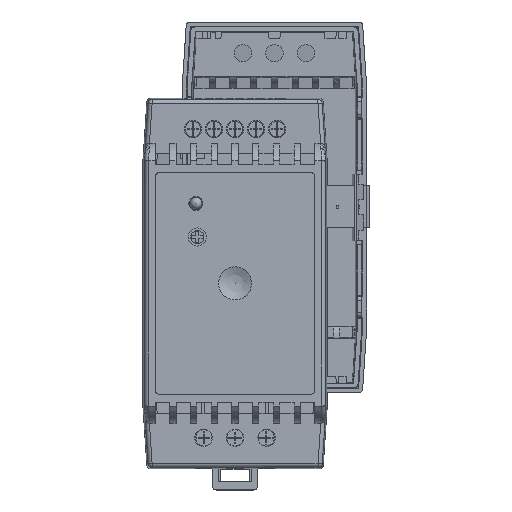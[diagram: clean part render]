
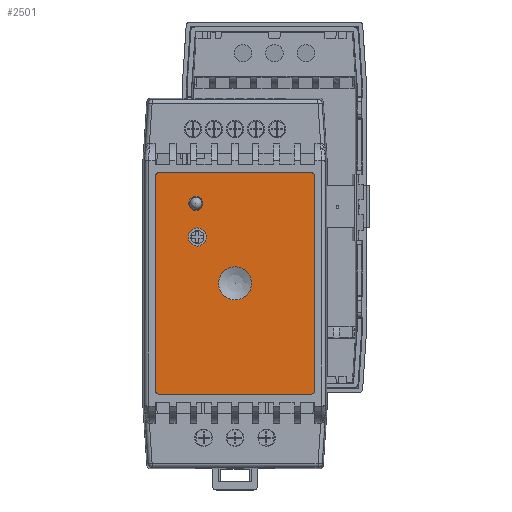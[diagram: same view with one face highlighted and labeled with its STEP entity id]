
A CAD part, top view. The second image highlights one B-rep face of the part: STEP entity #2501.
In plain terms, the highlighted face is planar.
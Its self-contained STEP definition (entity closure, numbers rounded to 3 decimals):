
#2501 = ADVANCED_FACE( '', ( #6134, #6135, #6136, #6137 ), #6138, .T. );
#6134 = FACE_OUTER_BOUND( '', #10945, .T. );
#6135 = FACE_BOUND( '', #10946, .T. );
#6136 = FACE_BOUND( '', #10947, .T. );
#6137 = FACE_BOUND( '', #10948, .T. );
#6138 = PLANE( '', #10949 );
#10945 = EDGE_LOOP( '', ( #18838, #18839, #18840, #18841, #18842, #18843, #18844, #18845 ) );
#10946 = EDGE_LOOP( '', ( #18846 ) );
#10947 = EDGE_LOOP( '', ( #18847 ) );
#10948 = EDGE_LOOP( '', ( #18848 ) );
#10949 = AXIS2_PLACEMENT_3D( '', #18849, #18850, #18851 );
#18838 = ORIENTED_EDGE( '', *, *, #33167, .T. );
#18839 = ORIENTED_EDGE( '', *, *, #33060, .T. );
#18840 = ORIENTED_EDGE( '', *, *, #32664, .T. );
#18841 = ORIENTED_EDGE( '', *, *, #33168, .T. );
#18842 = ORIENTED_EDGE( '', *, *, #31995, .T. );
#18843 = ORIENTED_EDGE( '', *, *, #31142, .T. );
#18844 = ORIENTED_EDGE( '', *, *, #33169, .T. );
#18845 = ORIENTED_EDGE( '', *, *, #32111, .T. );
#18846 = ORIENTED_EDGE( '', *, *, #31419, .F. );
#18847 = ORIENTED_EDGE( '', *, *, #33170, .F. );
#18848 = ORIENTED_EDGE( '', *, *, #33171, .F. );
#18849 = CARTESIAN_POINT( '', ( -22.25, 0., -24.8 ) );
#18850 = DIRECTION( '', ( 0., 0., -1. ) );
#18851 = DIRECTION( '', ( 0., -1., 0. ) );
#31142 = EDGE_CURVE( '', #41040, #41038, #41041, .T. );
#31419 = EDGE_CURVE( '', #41540, #41540, #41541, .T. );
#31995 = EDGE_CURVE( '', #42574, #41040, #42575, .T. );
#32111 = EDGE_CURVE( '', #42777, #42775, #42778, .T. );
#32664 = EDGE_CURVE( '', #43790, #43788, #43791, .T. );
#33060 = EDGE_CURVE( '', #44476, #43790, #44477, .T. );
#33167 = EDGE_CURVE( '', #42775, #44476, #44653, .T. );
#33168 = EDGE_CURVE( '', #43788, #42574, #44654, .T. );
#33169 = EDGE_CURVE( '', #41038, #42777, #44655, .T. );
#33170 = EDGE_CURVE( '', #44656, #44656, #44657, .T. );
#33171 = EDGE_CURVE( '', #44658, #44658, #44659, .T. );
#41038 = VERTEX_POINT( '', #58009 );
#41040 = VERTEX_POINT( '', #58012 );
#41041 = LINE( '', #58013, #58014 );
#41540 = VERTEX_POINT( '', #58754 );
#41541 = CIRCLE( '', #58755, 1.7 );
#42574 = VERTEX_POINT( '', #60592 );
#42575 = CIRCLE( '', #60593, 1. );
#42775 = VERTEX_POINT( '', #60957 );
#42777 = VERTEX_POINT( '', #60960 );
#42778 = LINE( '', #60961, #60962 );
#43788 = VERTEX_POINT( '', #62530 );
#43790 = VERTEX_POINT( '', #62533 );
#43791 = CIRCLE( '', #62534, 1. );
#44476 = VERTEX_POINT( '', #63572 );
#44477 = LINE( '', #63573, #63574 );
#44653 = CIRCLE( '', #63855, 1. );
#44654 = LINE( '', #63856, #63857 );
#44655 = CIRCLE( '', #63858, 1. );
#44656 = VERTEX_POINT( '', #63859 );
#44657 = CIRCLE( '', #63860, 2.2 );
#44658 = VERTEX_POINT( '', #63861 );
#44659 = CIRCLE( '', #63862, 4. );
#58009 = CARTESIAN_POINT( '', ( 19.3, -25.75, -24.8 ) );
#58012 = CARTESIAN_POINT( '', ( 19.3, 25.75, -24.8 ) );
#58013 = CARTESIAN_POINT( '', ( 19.3, 25.75, -24.8 ) );
#58014 = VECTOR( '', #82101, 1000. );
#58754 = CARTESIAN_POINT( '', ( -11.15, -19.3, -24.8 ) );
#58755 = AXIS2_PLACEMENT_3D( '', #82360, #82361, #82362 );
#60592 = CARTESIAN_POINT( '', ( 18.3, 26.75, -24.8 ) );
#60593 = AXIS2_PLACEMENT_3D( '', #82911, #82912, #82913 );
#60957 = CARTESIAN_POINT( '', ( -18.3, -26.75, -24.8 ) );
#60960 = CARTESIAN_POINT( '', ( 18.3, -26.75, -24.8 ) );
#60961 = CARTESIAN_POINT( '', ( 18.3, -26.75, -24.8 ) );
#60962 = VECTOR( '', #83033, 1000. );
#62530 = CARTESIAN_POINT( '', ( -18.3, 26.75, -24.8 ) );
#62533 = CARTESIAN_POINT( '', ( -19.3, 25.75, -24.8 ) );
#62534 = AXIS2_PLACEMENT_3D( '', #83549, #83550, #83551 );
#63572 = CARTESIAN_POINT( '', ( -19.3, -25.75, -24.8 ) );
#63573 = CARTESIAN_POINT( '', ( -19.3, -25.75, -24.8 ) );
#63574 = VECTOR( '', #83934, 1000. );
#63855 = AXIS2_PLACEMENT_3D( '', #84024, #84025, #84026 );
#63856 = CARTESIAN_POINT( '', ( -18.3, 26.75, -24.8 ) );
#63857 = VECTOR( '', #84027, 1000. );
#63858 = AXIS2_PLACEMENT_3D( '', #84028, #84029, #84030 );
#63859 = CARTESIAN_POINT( '', ( -11.3, -11.2, -24.8 ) );
#63860 = AXIS2_PLACEMENT_3D( '', #84031, #84032, #84033 );
#63861 = CARTESIAN_POINT( '', ( 4., 0., -24.8 ) );
#63862 = AXIS2_PLACEMENT_3D( '', #84034, #84035, #84036 );
#82101 = DIRECTION( '', ( 0., -1., 0. ) );
#82360 = CARTESIAN_POINT( '', ( -9.45, -19.3, -24.8 ) );
#82361 = DIRECTION( '', ( 0., 0., -1. ) );
#82362 = DIRECTION( '', ( -1., 0., 0. ) );
#82911 = CARTESIAN_POINT( '', ( 18.3, 25.75, -24.8 ) );
#82912 = DIRECTION( '', ( 0., 0., -1. ) );
#82913 = DIRECTION( '', ( 0., 1., 0. ) );
#83033 = DIRECTION( '', ( -1., 0., 0. ) );
#83549 = CARTESIAN_POINT( '', ( -18.3, 25.75, -24.8 ) );
#83550 = DIRECTION( '', ( 0., 0., -1. ) );
#83551 = DIRECTION( '', ( -1., 0., 0. ) );
#83934 = DIRECTION( '', ( 0., 1., 0. ) );
#84024 = CARTESIAN_POINT( '', ( -18.3, -25.75, -24.8 ) );
#84025 = DIRECTION( '', ( 0., 0., -1. ) );
#84026 = DIRECTION( '', ( 0., -1., 0. ) );
#84027 = DIRECTION( '', ( 1., 0., 0. ) );
#84028 = CARTESIAN_POINT( '', ( 18.3, -25.75, -24.8 ) );
#84029 = DIRECTION( '', ( 0., 0., -1. ) );
#84030 = DIRECTION( '', ( 1., 0., 0. ) );
#84031 = CARTESIAN_POINT( '', ( -9.1, -11.2, -24.8 ) );
#84032 = DIRECTION( '', ( 0., 0., -1. ) );
#84033 = DIRECTION( '', ( -1., 0., 0. ) );
#84034 = CARTESIAN_POINT( '', ( 0., 0., -24.8 ) );
#84035 = DIRECTION( '', ( 0., 0., -1. ) );
#84036 = DIRECTION( '', ( 1., 0., 0. ) );
